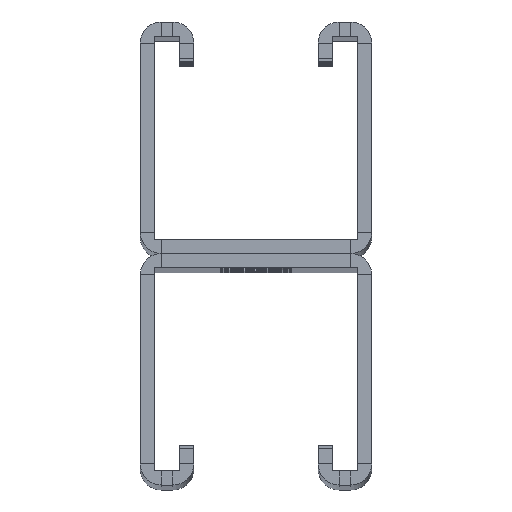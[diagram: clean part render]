
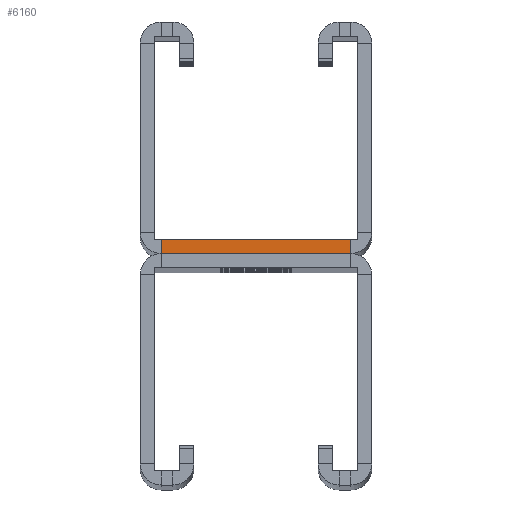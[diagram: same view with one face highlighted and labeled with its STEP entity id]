
A CAD part, top view. The second image highlights one B-rep face of the part: STEP entity #6160.
In plain terms, the highlighted planar face has unit normal (0, 0, 1).
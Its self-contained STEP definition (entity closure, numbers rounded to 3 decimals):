
#1029 = EDGE_LOOP ( 'NONE', ( #3958, #11784, #17107, #28462 ) ) ;
#2034 = CARTESIAN_POINT ( 'NONE',  ( -14.75, 37.25, 0. ) ) ;
#2808 = VECTOR ( 'NONE', #29511, 1000. ) ;
#3042 = CARTESIAN_POINT ( 'NONE',  ( -16.75, 0., 0. ) ) ;
#3958 = ORIENTED_EDGE ( 'NONE', *, *, #5263, .T. ) ;
#4455 = LINE ( 'NONE', #19825, #19146 ) ;
#4596 = VERTEX_POINT ( 'NONE', #25169 ) ;
#5263 = EDGE_CURVE ( 'NONE', #21271, #8373, #24377, .T. ) ;
#6160 = ADVANCED_FACE ( 'NONE', ( #10341 ), #24336, .T. ) ;
#7012 = LINE ( 'NONE', #14532, #24452 ) ;
#8132 = DIRECTION ( 'NONE',  ( -1., 0., 0. ) ) ;
#8373 = VERTEX_POINT ( 'NONE', #29629 ) ;
#10341 = FACE_OUTER_BOUND ( 'NONE', #1029, .T. ) ;
#11766 = DIRECTION ( 'NONE',  ( 1., 0., 0. ) ) ;
#11784 = ORIENTED_EDGE ( 'NONE', *, *, #27062, .T. ) ;
#14532 = CARTESIAN_POINT ( 'NONE',  ( -16.75, 2.5, 0. ) ) ;
#15262 = CARTESIAN_POINT ( 'NONE',  ( 0., 2.5, 0. ) ) ;
#15819 = VECTOR ( 'NONE', #8132, 1000. ) ;
#16506 = DIRECTION ( 'NONE',  ( 0., 0., 1. ) ) ;
#17107 = ORIENTED_EDGE ( 'NONE', *, *, #20893, .F. ) ;
#19146 = VECTOR ( 'NONE', #27081, 1000. ) ;
#19817 = CARTESIAN_POINT ( 'NONE',  ( 16.75, 2.5, 0. ) ) ;
#19825 = CARTESIAN_POINT ( 'NONE',  ( 0., 0., 0. ) ) ;
#20037 = VERTEX_POINT ( 'NONE', #3042 ) ;
#20893 = EDGE_CURVE ( 'NONE', #4596, #20037, #4455, .T. ) ;
#21271 = VERTEX_POINT ( 'NONE', #19817 ) ;
#22029 = DIRECTION ( 'NONE',  ( 0., -1., 0. ) ) ;
#23326 = LINE ( 'NONE', #27245, #2808 ) ;
#24336 = PLANE ( 'NONE',  #27614 ) ;
#24377 = LINE ( 'NONE', #15262, #15819 ) ;
#24452 = VECTOR ( 'NONE', #22029, 1000. ) ;
#25169 = CARTESIAN_POINT ( 'NONE',  ( 16.75, 0., 0. ) ) ;
#25412 = EDGE_CURVE ( 'NONE', #21271, #4596, #23326, .T. ) ;
#27062 = EDGE_CURVE ( 'NONE', #8373, #20037, #7012, .T. ) ;
#27081 = DIRECTION ( 'NONE',  ( -1., 0., 0. ) ) ;
#27245 = CARTESIAN_POINT ( 'NONE',  ( 16.75, 2.5, 0. ) ) ;
#27614 = AXIS2_PLACEMENT_3D ( 'NONE', #2034, #16506, #11766 ) ;
#28462 = ORIENTED_EDGE ( 'NONE', *, *, #25412, .F. ) ;
#29511 = DIRECTION ( 'NONE',  ( 0., -1., 0. ) ) ;
#29629 = CARTESIAN_POINT ( 'NONE',  ( -16.75, 2.5, 0. ) ) ;
